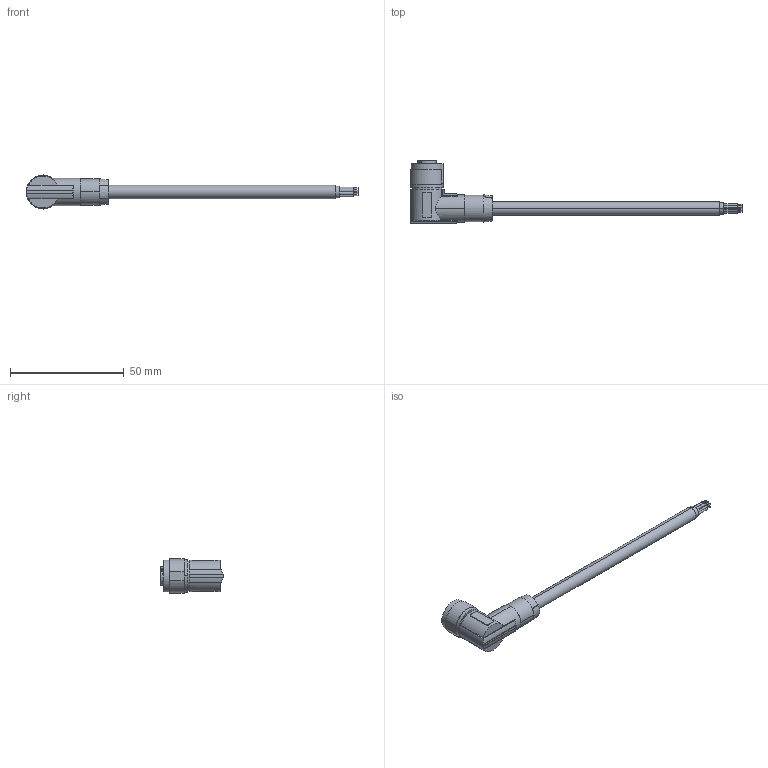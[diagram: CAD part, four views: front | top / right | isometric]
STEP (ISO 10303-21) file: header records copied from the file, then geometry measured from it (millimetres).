
FILE_DESCRIPTION(('SolidDesigner STEP Export'),'2;1');
FILE_NAME('1406084_SAC_8P_10.0_542_FR_SH_SCO_BK-select.stp','2013-06-27T15:07:52',(''),(''),'Creo Elements/Direct Modeling STEP processor for AP214 (Solid Model)','Creo Elements/Direct Modeling 18.1 06-May-2012 (C) Parametric Technology GmbH','');
FILE_SCHEMA(('AUTOMOTIVE_DESIGN { 1 0 10303 214 1 1 1 1 }'));
Length unit declared in the file: millimetre
Products named in the file (1): 1406084_SAC_8P_10.0_542_FR_SH_SCO_BK-select
Bounding box: 146.25 x 27.5 x 14.99 mm (x, y, z)
Volume: 9103.4 mm3; surface area: 5256.3 mm2
Topology: 1 solids, 1 shells, 201 faces, 461 edges, 304 vertices
Faces by surface type: cylinder 93, plane 84, cone 20, bspline 4
Entity records: 8316 total; most frequent: CARTESIAN_POINT 2386, ORIENTED_EDGE 922, DIRECTION 829, EDGE_CURVE 461, AXIS2_PLACEMENT_3D 318, VERTEX_POINT 304, EDGE_LOOP 243, COLOUR_RGB 202
